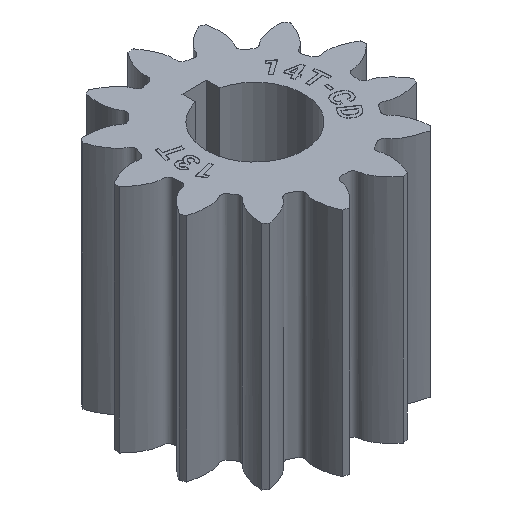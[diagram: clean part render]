
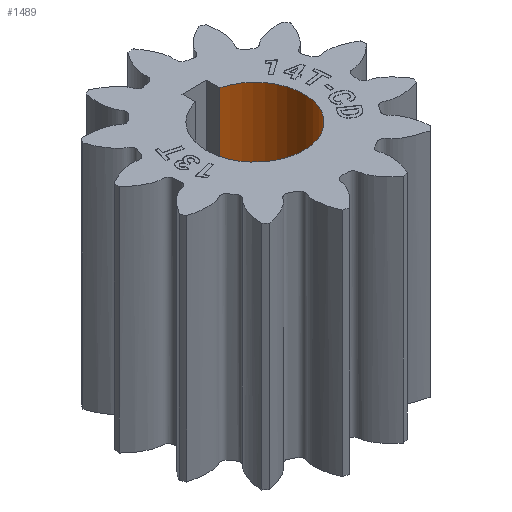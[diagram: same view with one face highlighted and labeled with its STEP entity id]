
A CAD part, isometric view. The second image highlights one B-rep face of the part: STEP entity #1489.
In plain terms, the highlighted cylindrical face has radius 4.026 mm (diameter 8.052 mm), a partial arc.
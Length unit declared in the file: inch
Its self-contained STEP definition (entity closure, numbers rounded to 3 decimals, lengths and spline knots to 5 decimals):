
#27 = VECTOR ( 'NONE', #4817, 39.37008 ) ;
#914 = DIRECTION ( 'NONE',  ( 0., -1., 0. ) ) ;
#1078 = VERTEX_POINT ( 'NONE', #13390 ) ;
#1152 = AXIS2_PLACEMENT_3D ( 'NONE', #7660, #11969, #5534 ) ;
#1489 = ADVANCED_FACE ( 'NONE', ( #11733 ), #2257, .F. ) ;
#1641 = LINE ( 'NONE', #5943, #11459 ) ;
#2257 = CYLINDRICAL_SURFACE ( 'NONE', #5203, 0.1585 ) ;
#2461 = ORIENTED_EDGE ( 'NONE', *, *, #4329, .T. ) ;
#3451 = ORIENTED_EDGE ( 'NONE', *, *, #5016, .T. ) ;
#3763 = LINE ( 'NONE', #5872, #27 ) ;
#4329 = EDGE_CURVE ( 'NONE', #1078, #13510, #3763, .T. ) ;
#4443 = VERTEX_POINT ( 'NONE', #10512 ) ;
#4522 = CIRCLE ( 'NONE', #7000, 0.1585 ) ;
#4817 = DIRECTION ( 'NONE',  ( 0., 0., 1. ) ) ;
#5016 = EDGE_CURVE ( 'NONE', #13510, #10765, #5225, .T. ) ;
#5203 = AXIS2_PLACEMENT_3D ( 'NONE', #5437, #6278, #914 ) ;
#5225 = CIRCLE ( 'NONE', #1152, 0.1585 ) ;
#5437 = CARTESIAN_POINT ( 'NONE',  ( 0., 0., -0.37402 ) ) ;
#5534 = DIRECTION ( 'NONE',  ( 0., -1., 0. ) ) ;
#5872 = CARTESIAN_POINT ( 'NONE',  ( 0., -0.1585, -0.37402 ) ) ;
#5878 = ORIENTED_EDGE ( 'NONE', *, *, #12458, .F. ) ;
#5943 = CARTESIAN_POINT ( 'NONE',  ( 0.03976, 0.15343, -0.37402 ) ) ;
#6278 = DIRECTION ( 'NONE',  ( 0., 0., 1. ) ) ;
#7000 = AXIS2_PLACEMENT_3D ( 'NONE', #13653, #13511, #9275 ) ;
#7275 = EDGE_CURVE ( 'NONE', #4443, #10765, #1641, .T. ) ;
#7631 = CARTESIAN_POINT ( 'NONE',  ( 0.03976, 0.15343, 0.37402 ) ) ;
#7660 = CARTESIAN_POINT ( 'NONE',  ( 0., 0., 0.37402 ) ) ;
#9210 = DIRECTION ( 'NONE',  ( 0., 0., 1. ) ) ;
#9274 = EDGE_LOOP ( 'NONE', ( #5878, #2461, #3451, #10999 ) ) ;
#9275 = DIRECTION ( 'NONE',  ( 0., -1., 0. ) ) ;
#10512 = CARTESIAN_POINT ( 'NONE',  ( 0.03976, 0.15343, -0.37402 ) ) ;
#10765 = VERTEX_POINT ( 'NONE', #7631 ) ;
#10999 = ORIENTED_EDGE ( 'NONE', *, *, #7275, .F. ) ;
#11459 = VECTOR ( 'NONE', #9210, 39.37008 ) ;
#11733 = FACE_OUTER_BOUND ( 'NONE', #9274, .T. ) ;
#11969 = DIRECTION ( 'NONE',  ( 0., 0., 1. ) ) ;
#12458 = EDGE_CURVE ( 'NONE', #1078, #4443, #4522, .T. ) ;
#13390 = CARTESIAN_POINT ( 'NONE',  ( 0., -0.1585, -0.37402 ) ) ;
#13408 = CARTESIAN_POINT ( 'NONE',  ( 0., -0.1585, 0.37402 ) ) ;
#13510 = VERTEX_POINT ( 'NONE', #13408 ) ;
#13511 = DIRECTION ( 'NONE',  ( 0., 0., 1. ) ) ;
#13653 = CARTESIAN_POINT ( 'NONE',  ( 0., 0., -0.37402 ) ) ;
